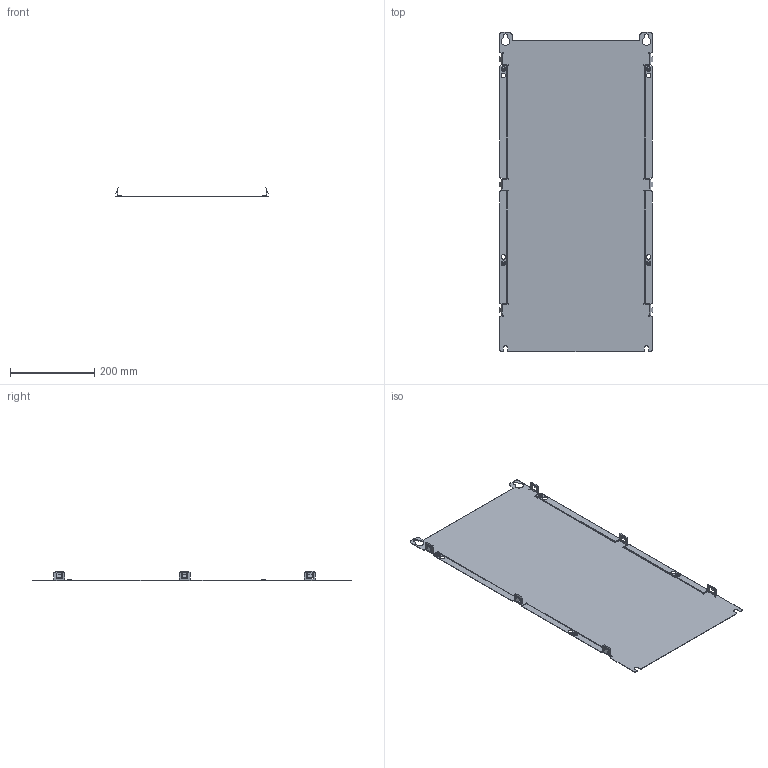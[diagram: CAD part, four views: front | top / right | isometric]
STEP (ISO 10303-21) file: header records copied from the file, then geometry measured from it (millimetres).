
FILE_DESCRIPTION((''),'2;1');
FILE_NAME('130B3911','2020-07-06T',('F26576'),('Danfoss Drives A/S'),'CREO PARAMETRIC BY PTC INC, 2018070','CREO PARAMETRIC BY PTC INC, 2018070','');
FILE_SCHEMA(('CONFIG_CONTROL_DESIGN','GEOMETRIC_VALIDATION_PROPERTIES_MIM'));
Length unit declared in the file: millimetre
Products named in the file (1): 130B3911
Bounding box: 363 x 757.75 x 23.46 mm (x, y, z)
Volume: 268411.9 mm3; surface area: 540513.6 mm2
Topology: 1 solids, 1 shells, 452 faces, 1102 edges, 660 vertices
Faces by surface type: plane 324, cylinder 96, torus 32
Entity records: 16488 total; most frequent: DIRECTION 2326, CARTESIAN_POINT 2216, ORIENTED_EDGE 2204, PRESENTATION_STYLE_ASSIGNMENT 1103, STYLED_ITEM 1103, CURVE_STYLE 1102, EDGE_CURVE 1102, VECTOR 782
